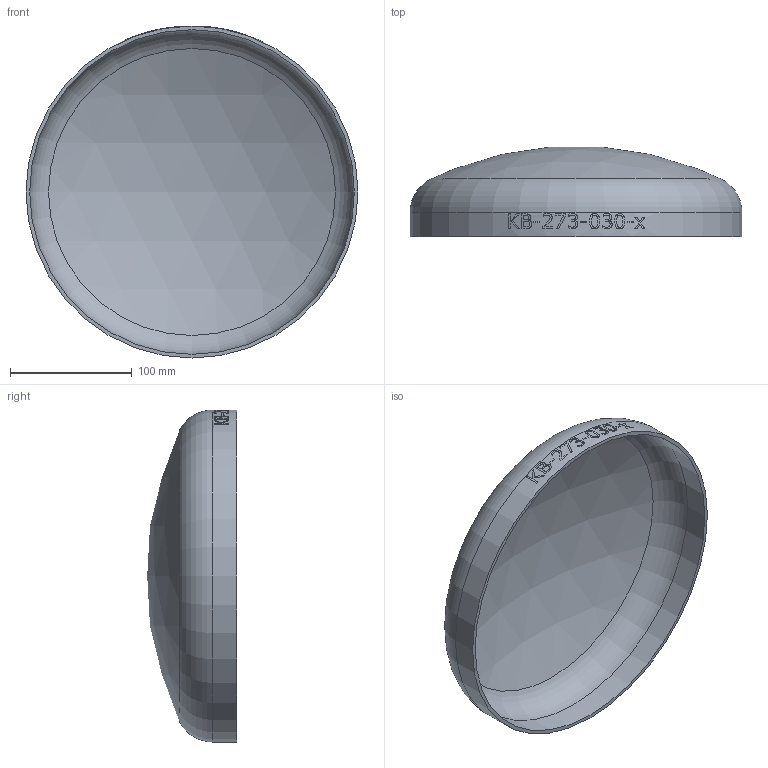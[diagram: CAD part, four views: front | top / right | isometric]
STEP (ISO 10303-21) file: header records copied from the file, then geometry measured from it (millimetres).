
FILE_DESCRIPTION (( 'STEP AP214' ), '1' );
FILE_NAME ('KB-273-030-x Klöpperboden 2003.STEP', '2020-03-27T07:46:18', ( '' ), ( '' ), 'SwSTEP 2.0', 'SolidWorks 2016', '' );
FILE_SCHEMA (( 'AUTOMOTIVE_DESIGN' ));
Length unit declared in the file: millimetre
Products named in the file (1): KB-273-030-x Klöpperboden 2003
Bounding box: 273 x 73.67 x 273 mm (x, y, z)
Volume: 268960.9 mm3; surface area: 182129.8 mm2
Topology: 1 solids, 1 shells, 181 faces, 484 edges, 322 vertices
Faces by surface type: bspline 98, plane 61, cylinder 18, torus 2, sphere 2
Full cylindrical faces by diameter (mm): 267 x1, 273 x1
Entity records: 28297 total; most frequent: CARTESIAN_POINT 22729, ORIENTED_EDGE 960, EDGE_CURVE 480, DIRECTION 405, VERTEX_POINT 322, B_SPLINE_CURVE_WITH_KNOTS 317, EDGE_LOOP 202, FACE_OUTER_BOUND 185
